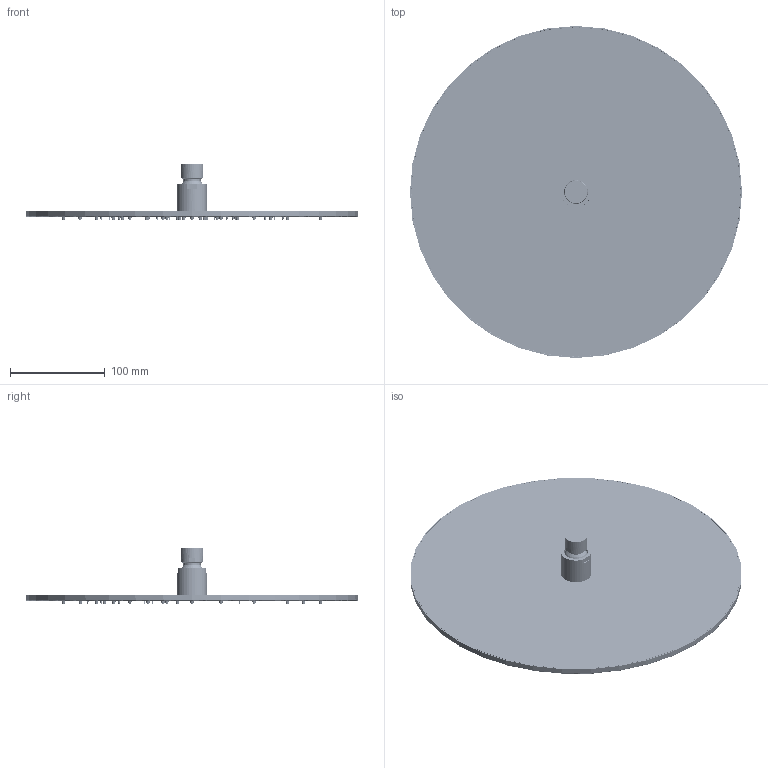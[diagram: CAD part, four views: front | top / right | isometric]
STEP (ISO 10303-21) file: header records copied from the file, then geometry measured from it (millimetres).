
FILE_DESCRIPTION(/* description */ (''),/* implementation_level */ '2;1');
FILE_NAME(/* name */ '3D_TVC000003000_Universal Beschriftung im Kopf muss raus.step',/* time_stamp */ '2023-02-22T11:13:32+01:00',/* author */ (''),/* organization */ (''),/* preprocessor_version */ 'ST-DEVELOPER v19.2',/* originating_system */ 'Autodesk Translation Framework v11.17.0.187',/* authorisation */ '');
FILE_SCHEMA (('AUTOMOTIVE_DESIGN { 1 0 10303 214 3 1 1 }'));
Length unit declared in the file: millimetre
Products named in the file (7): (Nicht gespeichert); MSBC0261-P1_ASM; STCB0406-XX; STLR0042-XW; STCB0407-P1; STNB0111-P1; STMB0394-P1
Assembly tree (6 placements, depth 3):
  (Nicht gespeichert)
    MSBC0261-P1_ASM
      STCB0406-XX
    STLR0042-XW
    STCB0407-P1
    STNB0111-P1
    STMB0394-P1
Bounding box: 350 x 350 x 59.18 mm (x, y, z)
Volume: 256779.8 mm3; surface area: 443935.8 mm2
Topology: 4 solids, 161 shells, 1831 faces, 4120 edges, 2745 vertices
Faces by surface type: cone 650, plane 482, cylinder 471, torus 227, sphere 1
Full cylindrical faces by diameter (mm): 3 x432, 7.3 x4, 14 x4, 18 x1, 24 x1, 25 x1, 27 x1, 28.6 x1, 32 x1, 39 x1, 47 x1, 146 x1, 154 x1, 347.3 x1, 347.6 x1, 350 x1
Entity records: 54159 total; most frequent: DIRECTION 10763, CARTESIAN_POINT 8714, ORIENTED_EDGE 7861, AXIS2_PLACEMENT_3D 4803, EDGE_CURVE 4119, CIRCLE 2959, EDGE_LOOP 2779, VERTEX_POINT 2745
